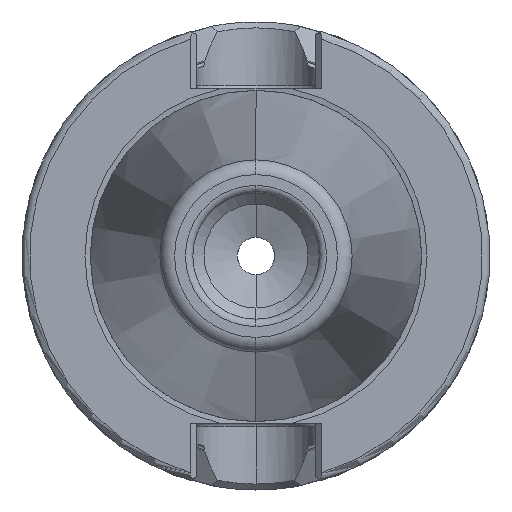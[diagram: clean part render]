
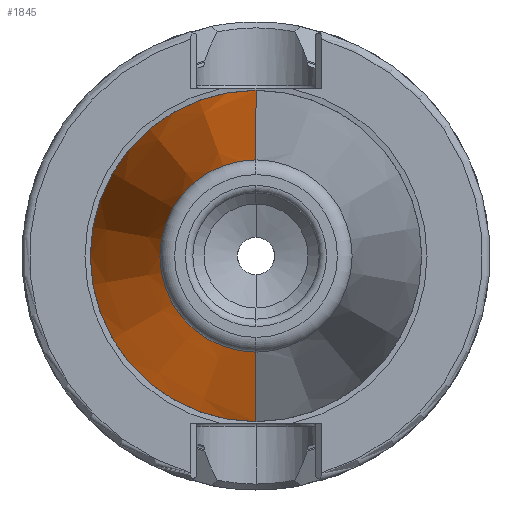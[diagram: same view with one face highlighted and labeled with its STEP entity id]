
A CAD part, left-side view. The second image highlights one B-rep face of the part: STEP entity #1845.
In plain terms, the highlighted conical face has half-angle 8.297 degrees and reference radius 22.298 mm.
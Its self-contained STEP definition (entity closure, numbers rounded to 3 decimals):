
#431 = CARTESIAN_POINT ( 'NONE',  ( -89.5, 0., 0. ) ) ;
#470 = VERTEX_POINT ( 'NONE', #4207 ) ;
#553 = ORIENTED_EDGE ( 'NONE', *, *, #4115, .T. ) ;
#560 = VECTOR ( 'NONE', #3258, 1000. ) ;
#632 = EDGE_CURVE ( 'NONE', #828, #2069, #847, .T. ) ;
#712 = DIRECTION ( 'NONE',  ( -1., 0., 0. ) ) ;
#828 = VERTEX_POINT ( 'NONE', #2144 ) ;
#847 = LINE ( 'NONE', #1684, #2360 ) ;
#927 = ORIENTED_EDGE ( 'NONE', *, *, #632, .T. ) ;
#1160 = CIRCLE ( 'NONE', #3404, 22.298 ) ;
#1330 = CARTESIAN_POINT ( 'NONE',  ( -153.689, 0., -12.937 ) ) ;
#1547 = CARTESIAN_POINT ( 'NONE',  ( -89.5, 0., 22.298 ) ) ;
#1684 = CARTESIAN_POINT ( 'NONE',  ( -89.5, 0., 22.298 ) ) ;
#1732 = CARTESIAN_POINT ( 'NONE',  ( -153.689, 0., 0. ) ) ;
#1845 = ADVANCED_FACE ( 'NONE', ( #3379 ), #3186, .T. ) ;
#1850 = ORIENTED_EDGE ( 'NONE', *, *, #2847, .F. ) ;
#1971 = CARTESIAN_POINT ( 'NONE',  ( -89.5, 0., -22.298 ) ) ;
#2059 = DIRECTION ( 'NONE',  ( 0., 0., 1. ) ) ;
#2069 = VERTEX_POINT ( 'NONE', #1547 ) ;
#2144 = CARTESIAN_POINT ( 'NONE',  ( -153.689, 0., 12.937 ) ) ;
#2284 = LINE ( 'NONE', #1971, #560 ) ;
#2333 = DIRECTION ( 'NONE',  ( 0.99, 0., 0.144 ) ) ;
#2360 = VECTOR ( 'NONE', #2333, 1000. ) ;
#2373 = DIRECTION ( 'NONE',  ( 1., 0., 0. ) ) ;
#2658 = CARTESIAN_POINT ( 'NONE',  ( -89.5, 0., 0. ) ) ;
#2824 = AXIS2_PLACEMENT_3D ( 'NONE', #431, #2373, #3340 ) ;
#2847 = EDGE_CURVE ( 'NONE', #828, #3171, #3864, .T. ) ;
#2976 = DIRECTION ( 'NONE',  ( 0., 0., 1. ) ) ;
#3027 = EDGE_LOOP ( 'NONE', ( #1850, #927, #553, #3366 ) ) ;
#3160 = EDGE_CURVE ( 'NONE', #3171, #470, #2284, .T. ) ;
#3171 = VERTEX_POINT ( 'NONE', #1330 ) ;
#3186 = CONICAL_SURFACE ( 'NONE', #2824, 22.298, 0.145 ) ;
#3258 = DIRECTION ( 'NONE',  ( 0.99, 0., -0.144 ) ) ;
#3340 = DIRECTION ( 'NONE',  ( 0., 0., -1. ) ) ;
#3366 = ORIENTED_EDGE ( 'NONE', *, *, #3160, .F. ) ;
#3370 = AXIS2_PLACEMENT_3D ( 'NONE', #1732, #4003, #2059 ) ;
#3379 = FACE_OUTER_BOUND ( 'NONE', #3027, .T. ) ;
#3404 = AXIS2_PLACEMENT_3D ( 'NONE', #2658, #712, #2976 ) ;
#3864 = CIRCLE ( 'NONE', #3370, 12.937 ) ;
#4003 = DIRECTION ( 'NONE',  ( -1., 0., 0. ) ) ;
#4115 = EDGE_CURVE ( 'NONE', #2069, #470, #1160, .T. ) ;
#4207 = CARTESIAN_POINT ( 'NONE',  ( -89.5, 0., -22.298 ) ) ;
